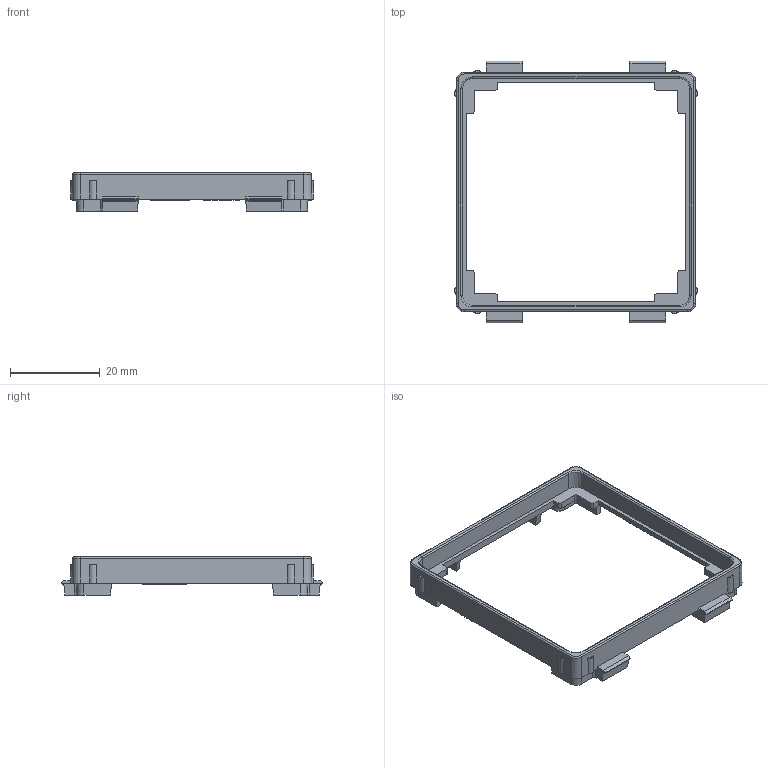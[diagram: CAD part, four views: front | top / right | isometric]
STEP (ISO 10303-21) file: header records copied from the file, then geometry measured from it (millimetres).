
FILE_DESCRIPTION(('CATIA V5 STEP Exchange','CAx-IF Rec.Pracs.--- Model Styling and Organization---1.4--- 2014-01-23'),'2;1');
FILE_NAME('752143_AllCATPart.stp','2020-02-13T09:44:23+00:00',('none'),('none'),'CATIA Version 5-6 Release 2017 SP3','CATIA V5 STEP AP214','none');
FILE_SCHEMA(('AUTOMOTIVE_DESIGN { 1 0 10303 214 1 1 1 1 }'));
Products named in the file (1): 752143_AllCATPart
Bounding box: 54.07 x 58.3 x 8.5 mm (x, y, z)
Volume: 2363 mm3; surface area: 4081.2 mm2
Topology: 1 solids, 1 shells, 2893 faces, 8537 edges, 5682 vertices
Faces by surface type: plane 2817, cone 52, cylinder 16, torus 8
Entity records: 97073 total; most frequent: CARTESIAN_POINT 17662, ORIENTED_EDGE 17074, DIRECTION 13946, EDGE_CURVE 8537, VECTOR 8315, LINE 8315, VERTEX_POINT 5682, EDGE_LOOP 2931
